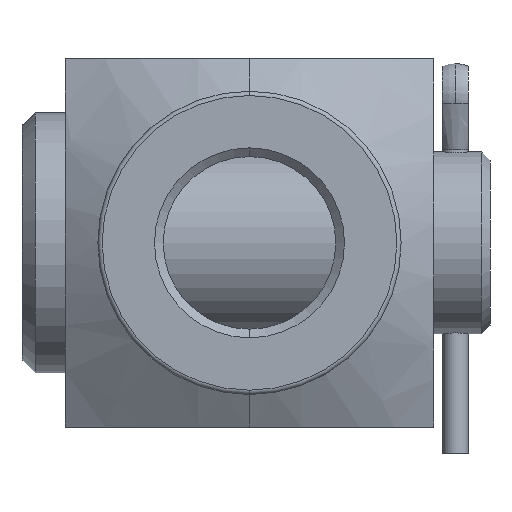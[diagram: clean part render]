
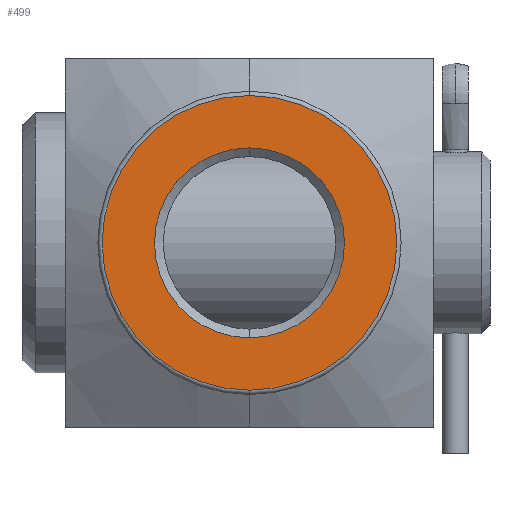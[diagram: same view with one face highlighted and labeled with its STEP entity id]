
A CAD part, front view. The second image highlights one B-rep face of the part: STEP entity #499.
In plain terms, the highlighted planar face has unit normal (0, -1, 0).
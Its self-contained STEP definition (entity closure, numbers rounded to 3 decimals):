
#20 = DIRECTION ( 'NONE',  ( 1., 0., 0. ) ) ;
#91 = DIRECTION ( 'NONE',  ( 0., 0., -1. ) ) ;
#112 = DIRECTION ( 'NONE',  ( 0., 0., -1. ) ) ;
#115 = CARTESIAN_POINT ( 'NONE',  ( 0., 0., -21.917 ) ) ;
#150 = AXIS2_PLACEMENT_3D ( 'NONE', #1293, #518, #112 ) ;
#180 = ORIENTED_EDGE ( 'NONE', *, *, #1184, .F. ) ;
#183 = EDGE_CURVE ( 'NONE', #1258, #747, #1914, .T. ) ;
#320 = AXIS2_PLACEMENT_3D ( 'NONE', #669, #1690, #505 ) ;
#420 = DIRECTION ( 'NONE',  ( 0., 1., 0. ) ) ;
#499 = ADVANCED_FACE ( 'NONE', ( #1427, #1078 ), #1396, .F. ) ;
#505 = DIRECTION ( 'NONE',  ( 0., 0., -1. ) ) ;
#518 = DIRECTION ( 'NONE',  ( 0., -1., 0. ) ) ;
#669 = CARTESIAN_POINT ( 'NONE',  ( 0., 0., 0. ) ) ;
#747 = VERTEX_POINT ( 'NONE', #2469 ) ;
#934 = CIRCLE ( 'NONE', #1357, 21.918 ) ;
#1078 = FACE_BOUND ( 'NONE', #1253, .T. ) ;
#1095 = VERTEX_POINT ( 'NONE', #1572 ) ;
#1184 = EDGE_CURVE ( 'NONE', #1901, #1095, #934, .T. ) ;
#1253 = EDGE_LOOP ( 'NONE', ( #180, #1942 ) ) ;
#1258 = VERTEX_POINT ( 'NONE', #1457 ) ;
#1293 = CARTESIAN_POINT ( 'NONE',  ( 0., 0., 0. ) ) ;
#1357 = AXIS2_PLACEMENT_3D ( 'NONE', #2074, #1666, #1675 ) ;
#1365 = CIRCLE ( 'NONE', #320, 34. ) ;
#1396 = PLANE ( 'NONE',  #2591 ) ;
#1409 = EDGE_CURVE ( 'NONE', #747, #1258, #1365, .T. ) ;
#1427 = FACE_OUTER_BOUND ( 'NONE', #2439, .T. ) ;
#1457 = CARTESIAN_POINT ( 'NONE',  ( 0., 0., -34. ) ) ;
#1467 = DIRECTION ( 'NONE',  ( 0., -1., 0. ) ) ;
#1572 = CARTESIAN_POINT ( 'NONE',  ( 0., 0., 21.917 ) ) ;
#1666 = DIRECTION ( 'NONE',  ( 0., -1., 0. ) ) ;
#1675 = DIRECTION ( 'NONE',  ( 0., 0., -1. ) ) ;
#1690 = DIRECTION ( 'NONE',  ( 0., -1., 0. ) ) ;
#1801 = CARTESIAN_POINT ( 'NONE',  ( 34., 0., 0. ) ) ;
#1824 = ORIENTED_EDGE ( 'NONE', *, *, #1409, .T. ) ;
#1901 = VERTEX_POINT ( 'NONE', #115 ) ;
#1914 = CIRCLE ( 'NONE', #150, 34. ) ;
#1942 = ORIENTED_EDGE ( 'NONE', *, *, #2058, .F. ) ;
#1992 = CIRCLE ( 'NONE', #2538, 21.918 ) ;
#2058 = EDGE_CURVE ( 'NONE', #1095, #1901, #1992, .T. ) ;
#2074 = CARTESIAN_POINT ( 'NONE',  ( 0., 0., 0. ) ) ;
#2335 = ORIENTED_EDGE ( 'NONE', *, *, #183, .T. ) ;
#2439 = EDGE_LOOP ( 'NONE', ( #2335, #1824 ) ) ;
#2441 = CARTESIAN_POINT ( 'NONE',  ( 0., 0., 0. ) ) ;
#2469 = CARTESIAN_POINT ( 'NONE',  ( 0., 0., 34. ) ) ;
#2538 = AXIS2_PLACEMENT_3D ( 'NONE', #2441, #1467, #91 ) ;
#2591 = AXIS2_PLACEMENT_3D ( 'NONE', #1801, #420, #20 ) ;
